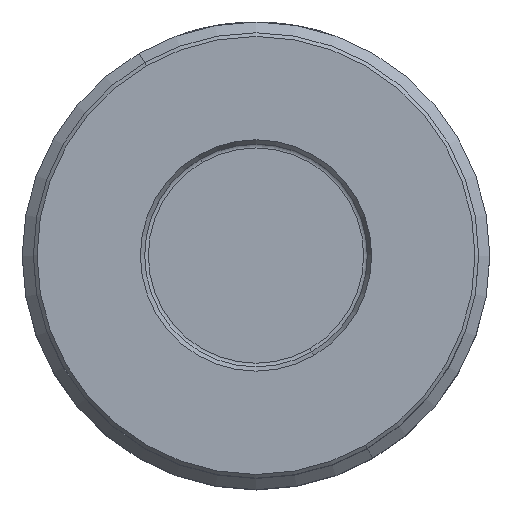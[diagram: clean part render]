
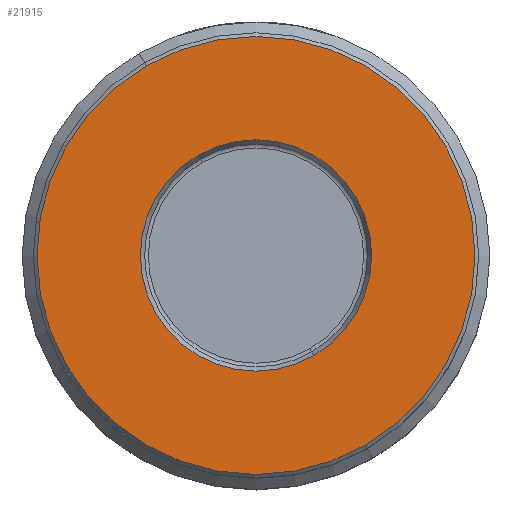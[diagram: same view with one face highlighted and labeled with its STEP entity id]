
A CAD part, top view. The second image highlights one B-rep face of the part: STEP entity #21915.
In plain terms, the highlighted planar face has unit normal (0, 0, 1).
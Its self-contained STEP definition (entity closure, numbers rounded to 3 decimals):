
#11271=CARTESIAN_POINT('',(0.,0.,56.));
#11272=DIRECTION('',(0.,0.,-1.));
#11273=DIRECTION('',(-0.5,0.866,0.));
#11274=AXIS2_PLACEMENT_3D('',#11271,#11272,#11273);
#11279=CARTESIAN_POINT('',(0.,0.,56.));
#11280=DIRECTION('',(0.,0.,1.));
#11281=DIRECTION('',(-0.5,0.866,0.));
#11282=AXIS2_PLACEMENT_3D('',#11279,#11280,#11281);
#11287=CARTESIAN_POINT('',(0.,0.,56.));
#11288=DIRECTION('',(0.,0.,1.));
#11289=DIRECTION('',(-0.5,0.866,0.));
#11290=AXIS2_PLACEMENT_3D('',#11287,#11288,#11289);
#11295=CARTESIAN_POINT('',(0.,0.,56.));
#11296=DIRECTION('',(0.,0.,-1.));
#11297=DIRECTION('',(-0.5,0.866,0.));
#11298=AXIS2_PLACEMENT_3D('',#11295,#11296,#11297);
#12909=CARTESIAN_POINT('',(-7.789,13.49,56.));
#12910=VERTEX_POINT('',#12909);
#12911=CARTESIAN_POINT('',(-14.75,25.548,56.));
#12913=VERTEX_POINT('',#12911);
#12961=CARTESIAN_POINT('',(7.789,-13.49,56.));
#12962=VERTEX_POINT('',#12961);
#12963=CARTESIAN_POINT('',(14.75,-25.548,56.));
#12965=VERTEX_POINT('',#12963);
#21900=CARTESIAN_POINT('',(0.,0.,56.));
#21901=DIRECTION('',(0.,0.,1.));
#21902=DIRECTION('',(0.5,-0.866,0.));
#21903=AXIS2_PLACEMENT_3D('',#21900,#21901,#21902);
#21904=PLANE('',#21903);
#21905=ORIENTED_EDGE('',*,*,#21882,.T.);
#21906=ORIENTED_EDGE('',*,*,#21893,.F.);
#21907=EDGE_LOOP('',(#21905,#21906));
#21908=FACE_OUTER_BOUND('',#21907,.F.);
#21910=ORIENTED_EDGE('',*,*,#21909,.T.);
#21912=ORIENTED_EDGE('',*,*,#21911,.F.);
#21913=EDGE_LOOP('',(#21910,#21912));
#21914=FACE_BOUND('',#21913,.F.);
#21915=ADVANCED_FACE('',(#21908,#21914),#21904,.T.);
#11275=CIRCLE('',#11274,29.5);
#11283=CIRCLE('',#11282,29.5);
#11291=CIRCLE('',#11290,15.577);
#11299=CIRCLE('',#11298,15.577);
#21882=EDGE_CURVE('',#12913,#12965,#11275,.T.);
#21893=EDGE_CURVE('',#12913,#12965,#11283,.T.);
#21909=EDGE_CURVE('',#12910,#12962,#11291,.T.);
#21911=EDGE_CURVE('',#12910,#12962,#11299,.T.);
